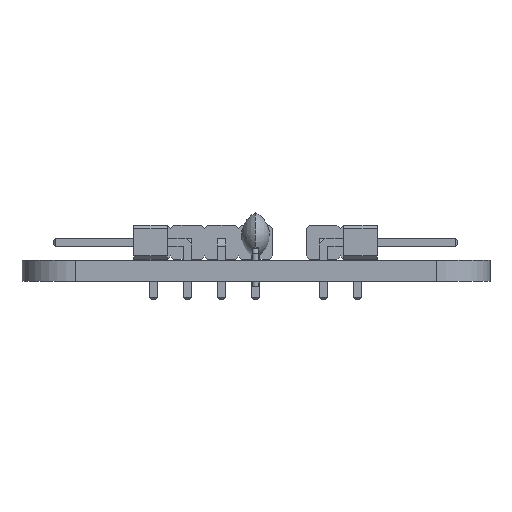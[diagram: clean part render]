
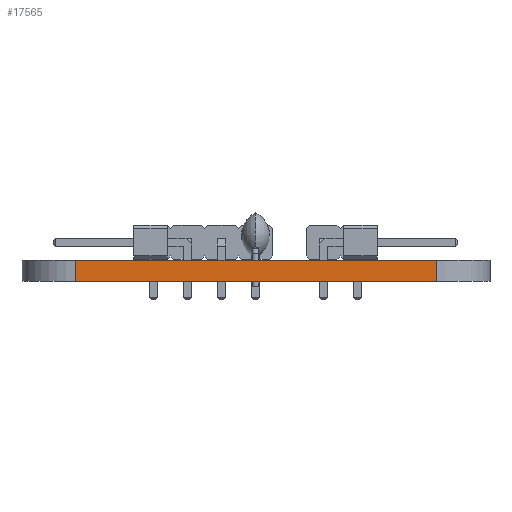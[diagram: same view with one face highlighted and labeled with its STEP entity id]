
A CAD part, front view. The second image highlights one B-rep face of the part: STEP entity #17565.
In plain terms, the highlighted planar face has unit normal (0, -1, 0).
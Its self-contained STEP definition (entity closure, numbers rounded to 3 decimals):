
#14799 = PLANE('',#14800);
#14800 = AXIS2_PLACEMENT_3D('',#14801,#14802,#14803);
#14801 = CARTESIAN_POINT('',(124.5,10.,1.6));
#14802 = DIRECTION('',(0.,0.,1.));
#14803 = DIRECTION('',(1.,0.,-0.));
#14854 = PLANE('',#14855);
#14855 = AXIS2_PLACEMENT_3D('',#14856,#14857,#14858);
#14856 = CARTESIAN_POINT('',(124.5,10.,0.));
#14857 = DIRECTION('',(0.,0.,1.));
#14858 = DIRECTION('',(1.,0.,-0.));
#15047 = VERTEX_POINT('',#15048);
#15048 = CARTESIAN_POINT('',(111.,-30.,0.));
#15063 = CYLINDRICAL_SURFACE('',#15064,4.);
#15064 = AXIS2_PLACEMENT_3D('',#15065,#15066,#15067);
#15065 = CARTESIAN_POINT('',(111.,-26.,0.));
#15066 = DIRECTION('',(-0.,-0.,-1.));
#15067 = DIRECTION('',(1.,0.,-0.));
#15075 = EDGE_CURVE('',#15076,#15047,#15078,.T.);
#15076 = VERTEX_POINT('',#15077);
#15077 = CARTESIAN_POINT('',(138.,-30.,0.));
#15078 = SURFACE_CURVE('',#15079,(#15083,#15090),.PCURVE_S1.);
#15079 = LINE('',#15080,#15081);
#15080 = CARTESIAN_POINT('',(138.,-30.,0.));
#15081 = VECTOR('',#15082,1.);
#15082 = DIRECTION('',(-1.,0.,0.));
#15083 = PCURVE('',#14854,#15084);
#15084 = DEFINITIONAL_REPRESENTATION('',(#15085),#15089);
#15085 = LINE('',#15086,#15087);
#15086 = CARTESIAN_POINT('',(13.5,-40.));
#15087 = VECTOR('',#15088,1.);
#15088 = DIRECTION('',(-1.,0.));
#15089 = ( GEOMETRIC_REPRESENTATION_CONTEXT(2) 
PARAMETRIC_REPRESENTATION_CONTEXT() REPRESENTATION_CONTEXT('2D SPACE',''
  ) );
#15090 = PCURVE('',#15091,#15096);
#15091 = PLANE('',#15092);
#15092 = AXIS2_PLACEMENT_3D('',#15093,#15094,#15095);
#15093 = CARTESIAN_POINT('',(138.,-30.,0.));
#15094 = DIRECTION('',(0.,-1.,0.));
#15095 = DIRECTION('',(-1.,0.,0.));
#15096 = DEFINITIONAL_REPRESENTATION('',(#15097),#15101);
#15097 = LINE('',#15098,#15099);
#15098 = CARTESIAN_POINT('',(0.,-0.));
#15099 = VECTOR('',#15100,1.);
#15100 = DIRECTION('',(1.,0.));
#15101 = ( GEOMETRIC_REPRESENTATION_CONTEXT(2) 
PARAMETRIC_REPRESENTATION_CONTEXT() REPRESENTATION_CONTEXT('2D SPACE',''
  ) );
#15120 = CYLINDRICAL_SURFACE('',#15121,4.);
#15121 = AXIS2_PLACEMENT_3D('',#15122,#15123,#15124);
#15122 = CARTESIAN_POINT('',(138.,-26.,0.));
#15123 = DIRECTION('',(-0.,-0.,-1.));
#15124 = DIRECTION('',(1.,0.,-0.));
#16356 = VERTEX_POINT('',#16357);
#16357 = CARTESIAN_POINT('',(111.,-30.,1.6));
#16379 = EDGE_CURVE('',#16380,#16356,#16382,.T.);
#16380 = VERTEX_POINT('',#16381);
#16381 = CARTESIAN_POINT('',(138.,-30.,1.6));
#16382 = SURFACE_CURVE('',#16383,(#16387,#16394),.PCURVE_S1.);
#16383 = LINE('',#16384,#16385);
#16384 = CARTESIAN_POINT('',(138.,-30.,1.6));
#16385 = VECTOR('',#16386,1.);
#16386 = DIRECTION('',(-1.,0.,0.));
#16387 = PCURVE('',#14799,#16388);
#16388 = DEFINITIONAL_REPRESENTATION('',(#16389),#16393);
#16389 = LINE('',#16390,#16391);
#16390 = CARTESIAN_POINT('',(13.5,-40.));
#16391 = VECTOR('',#16392,1.);
#16392 = DIRECTION('',(-1.,0.));
#16393 = ( GEOMETRIC_REPRESENTATION_CONTEXT(2) 
PARAMETRIC_REPRESENTATION_CONTEXT() REPRESENTATION_CONTEXT('2D SPACE',''
  ) );
#16394 = PCURVE('',#15091,#16395);
#16395 = DEFINITIONAL_REPRESENTATION('',(#16396),#16400);
#16396 = LINE('',#16397,#16398);
#16397 = CARTESIAN_POINT('',(0.,-1.6));
#16398 = VECTOR('',#16399,1.);
#16399 = DIRECTION('',(1.,0.));
#16400 = ( GEOMETRIC_REPRESENTATION_CONTEXT(2) 
PARAMETRIC_REPRESENTATION_CONTEXT() REPRESENTATION_CONTEXT('2D SPACE',''
  ) );
#17517 = EDGE_CURVE('',#15047,#16356,#17518,.T.);
#17518 = SURFACE_CURVE('',#17519,(#17523,#17530),.PCURVE_S1.);
#17519 = LINE('',#17520,#17521);
#17520 = CARTESIAN_POINT('',(111.,-30.,0.));
#17521 = VECTOR('',#17522,1.);
#17522 = DIRECTION('',(0.,0.,1.));
#17523 = PCURVE('',#15063,#17524);
#17524 = DEFINITIONAL_REPRESENTATION('',(#17525),#17529);
#17525 = LINE('',#17526,#17527);
#17526 = CARTESIAN_POINT('',(-4.712,0.));
#17527 = VECTOR('',#17528,1.);
#17528 = DIRECTION('',(-0.,-1.));
#17529 = ( GEOMETRIC_REPRESENTATION_CONTEXT(2) 
PARAMETRIC_REPRESENTATION_CONTEXT() REPRESENTATION_CONTEXT('2D SPACE',''
  ) );
#17530 = PCURVE('',#15091,#17531);
#17531 = DEFINITIONAL_REPRESENTATION('',(#17532),#17536);
#17532 = LINE('',#17533,#17534);
#17533 = CARTESIAN_POINT('',(27.,0.));
#17534 = VECTOR('',#17535,1.);
#17535 = DIRECTION('',(0.,-1.));
#17536 = ( GEOMETRIC_REPRESENTATION_CONTEXT(2) 
PARAMETRIC_REPRESENTATION_CONTEXT() REPRESENTATION_CONTEXT('2D SPACE',''
  ) );
#17565 = ADVANCED_FACE('',(#17566),#15091,.T.);
#17566 = FACE_BOUND('',#17567,.T.);
#17567 = EDGE_LOOP('',(#17568,#17589,#17590,#17591));
#17568 = ORIENTED_EDGE('',*,*,#17569,.T.);
#17569 = EDGE_CURVE('',#15076,#16380,#17570,.T.);
#17570 = SURFACE_CURVE('',#17571,(#17575,#17582),.PCURVE_S1.);
#17571 = LINE('',#17572,#17573);
#17572 = CARTESIAN_POINT('',(138.,-30.,0.));
#17573 = VECTOR('',#17574,1.);
#17574 = DIRECTION('',(0.,0.,1.));
#17575 = PCURVE('',#15091,#17576);
#17576 = DEFINITIONAL_REPRESENTATION('',(#17577),#17581);
#17577 = LINE('',#17578,#17579);
#17578 = CARTESIAN_POINT('',(0.,-0.));
#17579 = VECTOR('',#17580,1.);
#17580 = DIRECTION('',(0.,-1.));
#17581 = ( GEOMETRIC_REPRESENTATION_CONTEXT(2) 
PARAMETRIC_REPRESENTATION_CONTEXT() REPRESENTATION_CONTEXT('2D SPACE',''
  ) );
#17582 = PCURVE('',#15120,#17583);
#17583 = DEFINITIONAL_REPRESENTATION('',(#17584),#17588);
#17584 = LINE('',#17585,#17586);
#17585 = CARTESIAN_POINT('',(-4.712,0.));
#17586 = VECTOR('',#17587,1.);
#17587 = DIRECTION('',(-0.,-1.));
#17588 = ( GEOMETRIC_REPRESENTATION_CONTEXT(2) 
PARAMETRIC_REPRESENTATION_CONTEXT() REPRESENTATION_CONTEXT('2D SPACE',''
  ) );
#17589 = ORIENTED_EDGE('',*,*,#16379,.T.);
#17590 = ORIENTED_EDGE('',*,*,#17517,.F.);
#17591 = ORIENTED_EDGE('',*,*,#15075,.F.);
